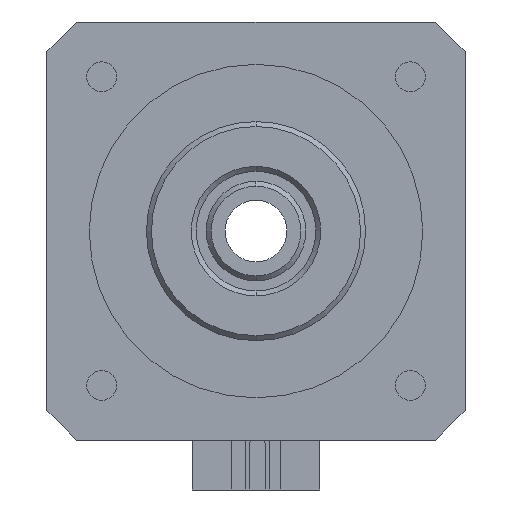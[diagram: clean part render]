
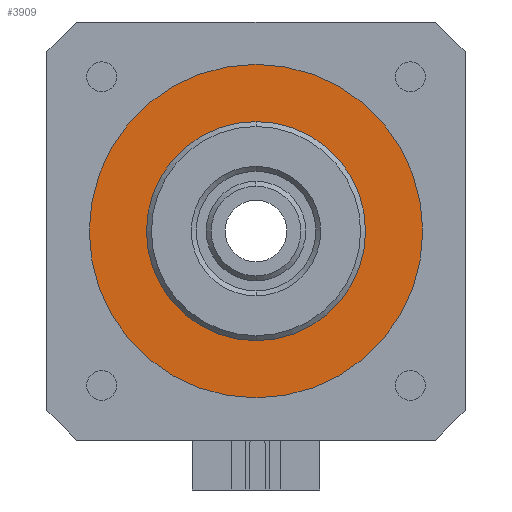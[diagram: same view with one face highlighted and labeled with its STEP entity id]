
A CAD part, left-side view. The second image highlights one B-rep face of the part: STEP entity #3909.
In plain terms, the highlighted planar face has unit normal (-1, 0, 0).
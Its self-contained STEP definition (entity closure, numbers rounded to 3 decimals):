
#112 = CARTESIAN_POINT ( 'NONE',  ( -59.6, 0., -16.75 ) ) ;
#165 = CARTESIAN_POINT ( 'NONE',  ( -59.6, 0., 0. ) ) ;
#368 = DIRECTION ( 'NONE',  ( -1., 0., 0. ) ) ;
#798 = CIRCLE ( 'NONE', #3464, 16.75 ) ;
#814 = ORIENTED_EDGE ( 'NONE', *, *, #5883, .T. ) ;
#1092 = ORIENTED_EDGE ( 'NONE', *, *, #2532, .T. ) ;
#1268 = DIRECTION ( 'NONE',  ( 0., 0., 1. ) ) ;
#1360 = VERTEX_POINT ( 'NONE', #2883 ) ;
#1362 = DIRECTION ( 'NONE',  ( 0., 0., 1. ) ) ;
#1400 = CARTESIAN_POINT ( 'NONE',  ( -59.6, 0., 16.75 ) ) ;
#1595 = AXIS2_PLACEMENT_3D ( 'NONE', #165, #7120, #1362 ) ;
#1609 = FACE_BOUND ( 'NONE', #4611, .T. ) ;
#1891 = CARTESIAN_POINT ( 'NONE',  ( -59.6, 0., 0. ) ) ;
#1915 = EDGE_CURVE ( 'NONE', #6518, #2853, #7030, .T. ) ;
#1955 = CIRCLE ( 'NONE', #1595, 6. ) ;
#2178 = FACE_OUTER_BOUND ( 'NONE', #5035, .T. ) ;
#2378 = AXIS2_PLACEMENT_3D ( 'NONE', #5758, #6963, #5797 ) ;
#2418 = VERTEX_POINT ( 'NONE', #5644 ) ;
#2441 = AXIS2_PLACEMENT_3D ( 'NONE', #4415, #368, #2777 ) ;
#2532 = EDGE_CURVE ( 'NONE', #2853, #6518, #798, .T. ) ;
#2590 = DIRECTION ( 'NONE',  ( -1., 0., 0. ) ) ;
#2777 = DIRECTION ( 'NONE',  ( 0., 0., 1. ) ) ;
#2853 = VERTEX_POINT ( 'NONE', #1400 ) ;
#2883 = CARTESIAN_POINT ( 'NONE',  ( -59.6, 0., 6. ) ) ;
#3464 = AXIS2_PLACEMENT_3D ( 'NONE', #5912, #2590, #1268 ) ;
#3909 = ADVANCED_FACE ( 'NONE', ( #2178, #1609 ), #7367, .T. ) ;
#4197 = DIRECTION ( 'NONE',  ( -1., 0., 0. ) ) ;
#4219 = ORIENTED_EDGE ( 'NONE', *, *, #1915, .T. ) ;
#4415 = CARTESIAN_POINT ( 'NONE',  ( -59.6, 0., 0. ) ) ;
#4611 = EDGE_LOOP ( 'NONE', ( #6851, #814 ) ) ;
#5035 = EDGE_LOOP ( 'NONE', ( #1092, #4219 ) ) ;
#5644 = CARTESIAN_POINT ( 'NONE',  ( -59.6, 0., -6. ) ) ;
#5758 = CARTESIAN_POINT ( 'NONE',  ( -59.6, 0., 0. ) ) ;
#5797 = DIRECTION ( 'NONE',  ( 0., 0., 1. ) ) ;
#5883 = EDGE_CURVE ( 'NONE', #2418, #1360, #1955, .T. ) ;
#5912 = CARTESIAN_POINT ( 'NONE',  ( -59.6, 0., 0. ) ) ;
#5963 = DIRECTION ( 'NONE',  ( 0., 0., 1. ) ) ;
#6161 = EDGE_CURVE ( 'NONE', #1360, #2418, #6381, .T. ) ;
#6190 = AXIS2_PLACEMENT_3D ( 'NONE', #1891, #4197, #5963 ) ;
#6381 = CIRCLE ( 'NONE', #2378, 6. ) ;
#6518 = VERTEX_POINT ( 'NONE', #112 ) ;
#6851 = ORIENTED_EDGE ( 'NONE', *, *, #6161, .T. ) ;
#6963 = DIRECTION ( 'NONE',  ( 1., 0., 0. ) ) ;
#7030 = CIRCLE ( 'NONE', #6190, 16.75 ) ;
#7120 = DIRECTION ( 'NONE',  ( 1., 0., 0. ) ) ;
#7367 = PLANE ( 'NONE',  #2441 ) ;
